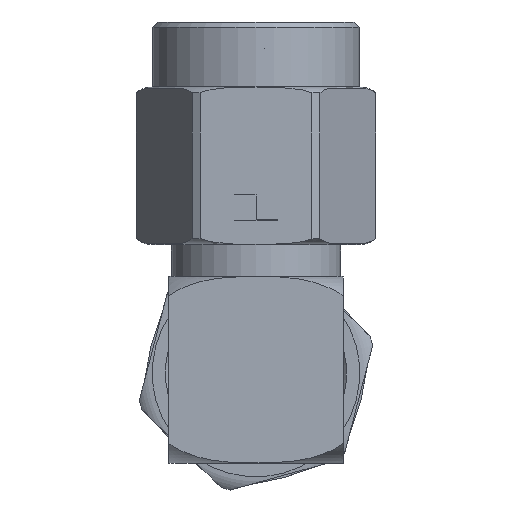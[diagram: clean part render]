
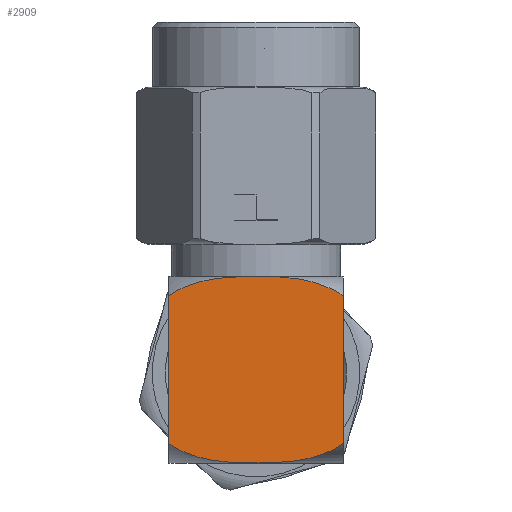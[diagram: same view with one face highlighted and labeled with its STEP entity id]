
A CAD part, front view. The second image highlights one B-rep face of the part: STEP entity #2909.
In plain terms, the highlighted planar face has unit normal (0, -1, 0).
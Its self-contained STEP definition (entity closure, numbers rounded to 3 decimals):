
#43=LINE('',#3932,#107);
#44=LINE('',#3942,#108);
#107=VECTOR('',#3369,1000.);
#108=VECTOR('',#3370,1000.);
#171=B_SPLINE_CURVE_WITH_KNOTS('',3,(#3923,#3924,#3925,#3926,#3927,#3928,
#3929),.UNSPECIFIED.,.F.,.F.,(4,1,1,1,4),(0.018,0.02,
0.022,0.023,0.025),.UNSPECIFIED.);
#172=B_SPLINE_CURVE_WITH_KNOTS('',3,(#3934,#3935,#3936,#3937,#3938,#3939,
#3940),.UNSPECIFIED.,.F.,.F.,(4,1,1,1,4),(0.018,0.02,
0.022,0.023,0.025),.UNSPECIFIED.);
#250=PLANE('',#3079);
#368=ORIENTED_EDGE('',*,*,#858,.F.);
#369=ORIENTED_EDGE('',*,*,#859,.F.);
#370=ORIENTED_EDGE('',*,*,#860,.F.);
#371=ORIENTED_EDGE('',*,*,#861,.T.);
#858=EDGE_CURVE('',#1110,#1111,#171,.T.);
#859=EDGE_CURVE('',#1112,#1110,#43,.T.);
#860=EDGE_CURVE('',#1113,#1112,#172,.T.);
#861=EDGE_CURVE('',#1113,#1111,#44,.T.);
#1110=VERTEX_POINT('',#3930);
#1111=VERTEX_POINT('',#3931);
#1112=VERTEX_POINT('',#3933);
#1113=VERTEX_POINT('',#3941);
#1425=EDGE_LOOP('',(#368,#369,#370,#371));
#1659=FACE_BOUND('',#1425,.T.);
#2909=ADVANCED_FACE('',(#1659),#250,.T.);
#3079=AXIS2_PLACEMENT_3D('',#3922,#3367,#3368);
#3367=DIRECTION('',(0.,-1.,0.));
#3368=DIRECTION('',(1.,0.,0.));
#3369=DIRECTION('',(0.,0.,1.));
#3370=DIRECTION('',(0.,0.,1.));
#3922=CARTESIAN_POINT('',(-3.3,-74.96,-3.4));
#3923=CARTESIAN_POINT('',(-3.3,-74.96,2.9));
#3924=CARTESIAN_POINT('',(-2.841,-74.96,3.247));
#3925=CARTESIAN_POINT('',(-1.728,-74.96,3.616));
#3926=CARTESIAN_POINT('',(0.,-74.96,3.666));
#3927=CARTESIAN_POINT('',(1.722,-74.96,3.618));
#3928=CARTESIAN_POINT('',(2.843,-74.96,3.245));
#3929=CARTESIAN_POINT('',(3.3,-74.96,2.9));
#3930=CARTESIAN_POINT('',(-3.3,-74.96,2.9));
#3931=CARTESIAN_POINT('',(3.3,-74.96,2.9));
#3932=CARTESIAN_POINT('',(-3.3,-74.96,-3.4));
#3933=CARTESIAN_POINT('',(-3.3,-74.96,-2.65));
#3934=CARTESIAN_POINT('',(3.3,-74.96,-2.65));
#3935=CARTESIAN_POINT('',(2.841,-74.96,-2.997));
#3936=CARTESIAN_POINT('',(1.728,-74.96,-3.366));
#3937=CARTESIAN_POINT('',(0.,-74.96,-3.416));
#3938=CARTESIAN_POINT('',(-1.722,-74.96,-3.368));
#3939=CARTESIAN_POINT('',(-2.843,-74.96,-2.995));
#3940=CARTESIAN_POINT('',(-3.3,-74.96,-2.65));
#3941=CARTESIAN_POINT('',(3.3,-74.96,-2.65));
#3942=CARTESIAN_POINT('',(3.3,-74.96,-3.4));
